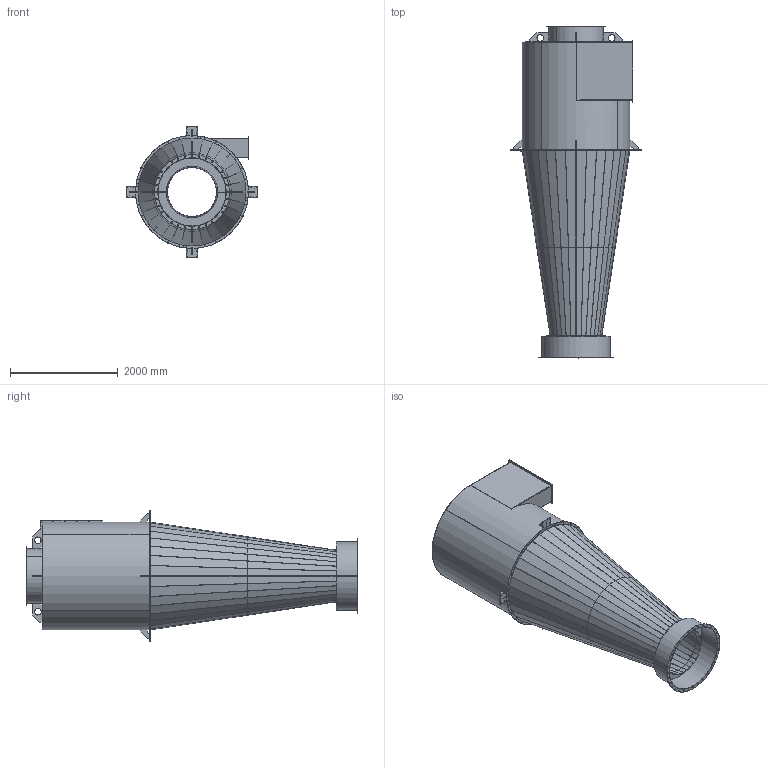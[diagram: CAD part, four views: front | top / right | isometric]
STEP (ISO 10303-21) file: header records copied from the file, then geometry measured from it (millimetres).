
FILE_DESCRIPTION (( 'STEP AP203' ), '1' );
FILE_NAME ('CY0021.STEP', '2023-11-28T12:15:31', ( '' ), ( '' ), 'SwSTEP 2.0', 'SolidWorks 2022', '' );
FILE_SCHEMA (( 'CONFIG_CONTROL_DESIGN' ));
Length unit declared in the file: millimetre
Products named in the file (23): CO-S399-05 - PART_Výchozí; CO-S401-00 - CYCLONE_Výchozí; CY0021; CO-S400-07 - PART_Výchozí; CO-S398-01 - PART_Výchozí; BOLT JOINT - B+W-W+N_M10x30-X10-W; CO-S399-03 - PART_Výchozí; CO-S400-02 - PART_Výchozí; CO-S398-02 - PART_Výchozí; CO-S399-00 - CONE_Výchozí; PH-D013-18 - FLANGE 360x1080_Výchozí; CO-CYGG-710-00 - CW 10-23_Výchozí; CO-S399-02 - PART_Výchozí; CO-S400-03 - PART_Výchozí; CO-S398-00 - INPUT_Výchozí; PRGG-DNXXXX - FLANGE G&G_PRGG-DN1250; CO-S400-05 - PART_Výchozí; CO-S400-04 - PART_Výchozí; CO-S399-01 - PART_Výchozí; CO-S400-06 - PART_Výchozí; PRGG-DNXXXX - FLANGE G&G_PRGG-DN1000; CO-S400-01 - PART_Výchozí; CO-S399-04 - PART_Výchozí
Assembly tree (45 placements, depth 5):
  CY0021
    CO-CYGG-710-00 - CW 10-23_Výchozí
      CO-S401-00 - CYCLONE_Výchozí
        CO-S400-01 - PART_Výchozí
        CO-S400-02 - PART_Výchozí  x4
        CO-S400-03 - PART_Výchozí
        CO-S400-04 - PART_Výchozí
        CO-S400-05 - PART_Výchozí  x4
        CO-S400-06 - PART_Výchozí  x4
        CO-S398-00 - INPUT_Výchozí
          CO-S398-01 - PART_Výchozí
          CO-S398-02 - PART_Výchozí
          PH-D013-18 - FLANGE 360x1080_Výchozí  x2
        PRGG-DNXXXX - FLANGE G&G_PRGG-DN1000
        CO-S400-07 - PART_Výchozí  x3
      CO-S399-00 - CONE_Výchozí
        CO-S399-01 - PART_Výchozí  x2
        CO-S399-02 - PART_Výchozí  x2
        CO-S399-03 - PART_Výchozí  x4
        CO-S399-04 - PART_Výchozí  x4
        CO-S399-05 - PART_Výchozí  x4
        PRGG-DNXXXX - FLANGE G&G_PRGG-DN1250
      BOLT JOINT - B+W-W+N_M10x30-X10-W
Bounding box: 2434 x 6150 x 2434 mm (x, y, z)
Volume: 166909571 mm3; surface area: 83889959.2 mm2
Topology: 41 solids, 41 shells, 1105 faces, 2578 edges, 1560 vertices
Faces by surface type: plane 509, cylinder 484, bspline 112
Entity records: 17843 total; most frequent: CARTESIAN_POINT 3287, DIRECTION 2502, ORIENTED_EDGE 2270, EDGE_CURVE 1135, AXIS2_PLACEMENT_3D 933, VERTEX_POINT 710, EDGE_LOOP 641, LINE 636
